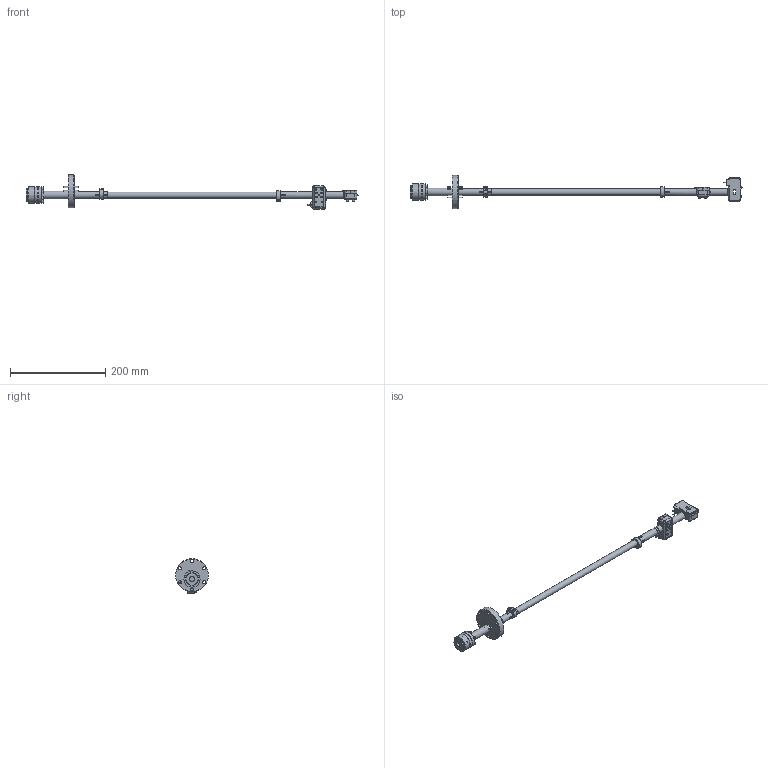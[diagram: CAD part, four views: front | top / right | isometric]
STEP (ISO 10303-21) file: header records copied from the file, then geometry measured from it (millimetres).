
FILE_DESCRIPTION(/* description */ ('EIES Gas Compensating Sensor (016-601-GXX)'),/* implementation_level */ '2;1');
FILE_NAME(/* name */ '016-601-GXX - EIES Gas Compensating Sensor (Outline Model rev.B).stp',/* time_stamp */ '2016-04-20T15:24:12-04:00',/* author */ ('Joel Plasencia'),/* organization */ ('INFICON'),/* preprocessor_version */ 'ST-DEVELOPER v11',/* originating_system */ 'SIEMENS PLM Software NX 7.5',/* authorisation */ 'Copyright (c) 2016 INFICON - ALL RIGHTS RESERVED');
FILE_SCHEMA (('AUTOMOTIVE_DESIGN { 1 0 10303 214 1 1 1 1 }'));
Length unit declared in the file: inch
Products named in the file (1): 016-601-GXX_B
Bounding box: 695.36 x 69.34 x 72.32 mm (x, y, z)
Volume: 134842.4 mm3; surface area: 101343.6 mm2
Topology: 3 solids, 13 shells, 659 faces, 1580 edges, 1025 vertices
Faces by surface type: plane 369, cylinder 196, cone 49, bspline 32, torus 5, sphere 4, extrusion 3, revolution 1
Full cylindrical faces by diameter (mm): 1.27 x12, 2.381 x2, 2.54 x6, 3.175 x10, 3.302 x2, 3.454 x6, 3.505 x1, 3.556 x8, 4.14 x6, 4.166 x6, 4.369 x6, 4.648 x4, 5.74 x1, 6.35 x2, 6.731 x3, 6.858 x6, 10.312 x1, 10.973 x3, 11.049 x2, 12.7 x2, 12.751 x1, 12.827 x4, 13.208 x3, 14.275 x3, 14.351 x1, 15.24 x1, 15.875 x3, 18.288 x2, 19.05 x1, 19.558 x1
Entity records: 21172 total; most frequent: CARTESIAN_POINT 6361, DIRECTION 3069, ORIENTED_EDGE 2584, EDGE_CURVE 1292, AXIS2_PLACEMENT_3D 1171, EDGE_LOOP 1004, VERTEX_POINT 930, VECTOR 726
